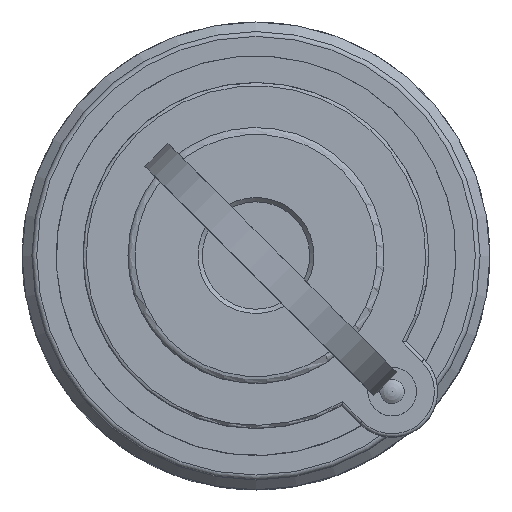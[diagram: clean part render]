
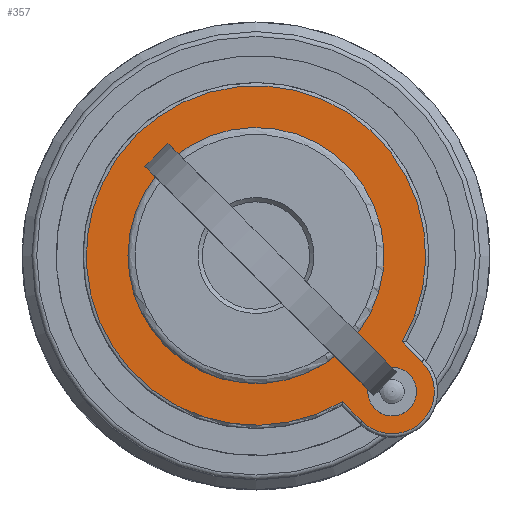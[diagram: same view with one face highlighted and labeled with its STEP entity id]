
A CAD part, top view. The second image highlights one B-rep face of the part: STEP entity #357.
In plain terms, the highlighted planar face has unit normal (0, 0, 1).
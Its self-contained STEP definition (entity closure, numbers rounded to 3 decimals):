
#357 = ADVANCED_FACE( '', ( #960, #961, #962 ), #963, .F. );
#960 = FACE_BOUND( '', #1832, .T. );
#961 = FACE_OUTER_BOUND( '', #1833, .T. );
#962 = FACE_BOUND( '', #1834, .T. );
#963 = PLANE( '', #1835 );
#1832 = EDGE_LOOP( '', ( #3142 ) );
#1833 = EDGE_LOOP( '', ( #3143, #3144, #3145, #3146 ) );
#1834 = EDGE_LOOP( '', ( #3147 ) );
#1835 = AXIS2_PLACEMENT_3D( '', #3148, #3149, #3150 );
#3142 = ORIENTED_EDGE( '', *, *, #5682, .F. );
#3143 = ORIENTED_EDGE( '', *, *, #5683, .T. );
#3144 = ORIENTED_EDGE( '', *, *, #5684, .T. );
#3145 = ORIENTED_EDGE( '', *, *, #5685, .T. );
#3146 = ORIENTED_EDGE( '', *, *, #5615, .T. );
#3147 = ORIENTED_EDGE( '', *, *, #5621, .F. );
#3148 = CARTESIAN_POINT( '', ( 0., 0., 18.95 ) );
#3149 = DIRECTION( '', ( 0., 0., -1. ) );
#3150 = DIRECTION( '', ( -0.707, 0.707, 0. ) );
#5615 = EDGE_CURVE( '', #6710, #6714, #6716, .T. );
#5621 = EDGE_CURVE( '', #6724, #6724, #6725, .F. );
#5682 = EDGE_CURVE( '', #6826, #6826, #6827, .F. );
#5683 = EDGE_CURVE( '', #6714, #6828, #6829, .T. );
#5684 = EDGE_CURVE( '', #6828, #6830, #6831, .T. );
#5685 = EDGE_CURVE( '', #6830, #6710, #6832, .T. );
#6710 = VERTEX_POINT( '', #8284 );
#6714 = VERTEX_POINT( '', #8293 );
#6716 = CIRCLE( '', #8300, 10.45 );
#6724 = VERTEX_POINT( '', #8313 );
#6725 = CIRCLE( '', #8314, 1.5 );
#6826 = VERTEX_POINT( '', #8455 );
#6827 = CIRCLE( '', #8456, 7.883 );
#6828 = VERTEX_POINT( '', #8457 );
#6829 = LINE( '', #8458, #8459 );
#6830 = VERTEX_POINT( '', #8460 );
#6831 = CIRCLE( '', #8461, 2.6 );
#6832 = LINE( '', #8462, #8463 );
#8284 = CARTESIAN_POINT( '', ( 8.995, -5.318, 18.95 ) );
#8293 = CARTESIAN_POINT( '', ( 5.318, -8.995, 18.95 ) );
#8300 = AXIS2_PLACEMENT_3D( '', #10582, #10583, #10584 );
#8313 = CARTESIAN_POINT( '', ( 9.44, -7.319, 18.95 ) );
#8314 = AXIS2_PLACEMENT_3D( '', #10591, #10592, #10593 );
#8455 = CARTESIAN_POINT( '', ( -7.883, 0., 18.95 ) );
#8456 = AXIS2_PLACEMENT_3D( '', #10666, #10667, #10668 );
#8457 = CARTESIAN_POINT( '', ( 6.541, -10.218, 18.95 ) );
#8458 = CARTESIAN_POINT( '', ( -1.838, -1.838, 18.95 ) );
#8459 = VECTOR( '', #10669, 1000. );
#8460 = CARTESIAN_POINT( '', ( 10.218, -6.541, 18.95 ) );
#8461 = AXIS2_PLACEMENT_3D( '', #10670, #10671, #10672 );
#8462 = CARTESIAN_POINT( '', ( 1.838, 1.838, 18.95 ) );
#8463 = VECTOR( '', #10673, 1000. );
#10582 = CARTESIAN_POINT( '', ( 0., 0., 18.95 ) );
#10583 = DIRECTION( '', ( 0., 0., 1. ) );
#10584 = DIRECTION( '', ( 0.707, 0.707, 0. ) );
#10591 = CARTESIAN_POINT( '', ( 8.379, -8.379, 18.95 ) );
#10592 = DIRECTION( '', ( 0., 0., -1. ) );
#10593 = DIRECTION( '', ( 0.707, 0.707, 0. ) );
#10666 = CARTESIAN_POINT( '', ( 0., 0., 18.95 ) );
#10667 = DIRECTION( '', ( 0., 0., -1. ) );
#10668 = DIRECTION( '', ( -1., 0., 0. ) );
#10669 = DIRECTION( '', ( 0.707, -0.707, 0. ) );
#10670 = CARTESIAN_POINT( '', ( 8.379, -8.379, 18.95 ) );
#10671 = DIRECTION( '', ( 0., 0., 1. ) );
#10672 = DIRECTION( '', ( 0.707, 0.707, 0. ) );
#10673 = DIRECTION( '', ( -0.707, 0.707, 0. ) );
